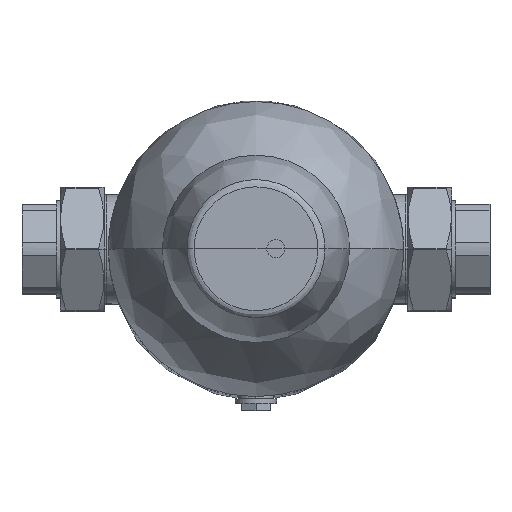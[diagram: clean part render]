
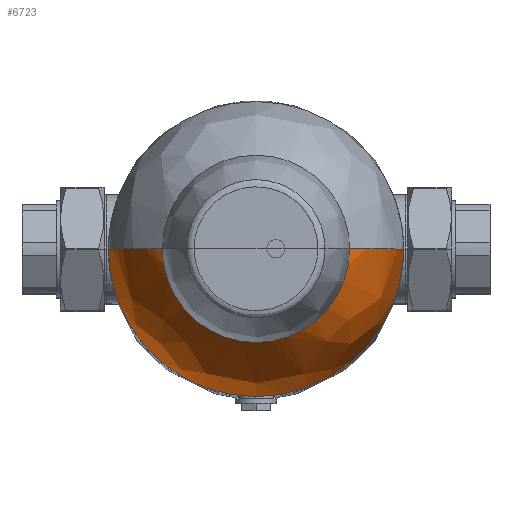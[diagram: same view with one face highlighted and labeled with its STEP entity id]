
A CAD part, top view. The second image highlights one B-rep face of the part: STEP entity #6723.
In plain terms, the highlighted free-form (B-spline) face has degree [2, 2] with [3, 5] control points.
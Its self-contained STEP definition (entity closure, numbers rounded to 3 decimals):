
#82=(
BOUNDED_SURFACE()
B_SPLINE_SURFACE(2,2,((#11842,#11843,#11844,#11845,#11846),(#11847,#11848,
#11849,#11850,#11851),(#11852,#11853,#11854,#11855,#11856)),
 .UNSPECIFIED.,.F.,.F.,.F.)
B_SPLINE_SURFACE_WITH_KNOTS((3,3),(3,2,3),(-0.858,0.02),
(-3.142,-1.571,0.),
 .UNSPECIFIED.)
GEOMETRIC_REPRESENTATION_ITEM()
RATIONAL_B_SPLINE_SURFACE(((1.,0.707,1.,0.707,1.),
(0.905,0.64,0.905,0.64,
0.905),(1.,0.707,1.,0.707,1.)))
REPRESENTATION_ITEM($)
SURFACE()
);
#224=B_SPLINE_CURVE_WITH_KNOTS($,3,(#11860,#11861,#11862,#11863,#11864,
#11865),.UNSPECIFIED.,.F.,.F.,(4,1,1,4),(0.,0.333,0.667,
1.),.UNSPECIFIED.);
#225=B_SPLINE_CURVE_WITH_KNOTS($,3,(#11866,#11867,#11868,#11869,#11870,
#11871),.UNSPECIFIED.,.F.,.F.,(4,1,1,4),(0.,0.333,0.667,
1.),.UNSPECIFIED.);
#714=FACE_OUTER_BOUND($,#1158,.T.);
#1158=EDGE_LOOP($,(#4893,#4894,#4895,#4896));
#2518=CIRCLE($,#7240,88.939);
#2520=CIRCLE($,#7243,56.4);
#2884=VERTEX_POINT($,#11291);
#2885=VERTEX_POINT($,#11292);
#2894=VERTEX_POINT($,#11857);
#2895=VERTEX_POINT($,#11858);
#3603=EDGE_CURVE($,#2884,#2885,#2518,.T.);
#3619=EDGE_CURVE($,#2894,#2895,#2520,.T.);
#3620=EDGE_CURVE($,#2884,#2894,#224,.T.);
#3621=EDGE_CURVE($,#2895,#2885,#225,.T.);
#4893=ORIENTED_EDGE($,*,*,#3619,.F.);
#4894=ORIENTED_EDGE($,*,*,#3620,.F.);
#4895=ORIENTED_EDGE($,*,*,#3603,.T.);
#4896=ORIENTED_EDGE($,*,*,#3621,.F.);
#6723=ADVANCED_FACE($,(#714),#82,.F.);
#7240=AXIS2_PLACEMENT_3D($,#11293,#8224,#8225);
#7243=AXIS2_PLACEMENT_3D($,#11859,#8236,#8237);
#8224=DIRECTION('center_axis',(0.,0.,1.));
#8225=DIRECTION('ref_axis',(-1.,0.,0.));
#8236=DIRECTION('center_axis',(0.,0.,
1.));
#8237=DIRECTION('ref_axis',(-1.,0.,0.));
#11291=CARTESIAN_POINT('',(-88.939,0.,165.709));
#11292=CARTESIAN_POINT('',(88.939,0.,165.709));
#11293=CARTESIAN_POINT('Origin',(0.,0.,
165.709));
#11842=CARTESIAN_POINT('Ctrl Pts',(56.4,0.,
238.793));
#11843=CARTESIAN_POINT('Ctrl Pts',(56.4,-56.4,238.793));
#11844=CARTESIAN_POINT('Ctrl Pts',(0.,-56.4,
238.793));
#11845=CARTESIAN_POINT('Ctrl Pts',(-56.4,-56.4,
238.793));
#11846=CARTESIAN_POINT('Ctrl Pts',(-56.4,0.,
238.793));
#11847=CARTESIAN_POINT('Ctrl Pts',(89.828,0.,
209.89));
#11848=CARTESIAN_POINT('Ctrl Pts',(89.828,-89.828,209.89));
#11849=CARTESIAN_POINT('Ctrl Pts',(0.,-89.828,
209.89));
#11850=CARTESIAN_POINT('Ctrl Pts',(-89.828,-89.828,
209.89));
#11851=CARTESIAN_POINT('Ctrl Pts',(-89.828,0.,
209.89));
#11852=CARTESIAN_POINT('Ctrl Pts',(88.939,0.,
165.709));
#11853=CARTESIAN_POINT('Ctrl Pts',(88.939,-88.939,165.709));
#11854=CARTESIAN_POINT('Ctrl Pts',(0.,-88.939,
165.709));
#11855=CARTESIAN_POINT('Ctrl Pts',(-88.939,-88.939,
165.709));
#11856=CARTESIAN_POINT('Ctrl Pts',(-88.939,0.,
165.709));
#11857=CARTESIAN_POINT('',(-56.4,0.,238.793));
#11858=CARTESIAN_POINT('',(56.4,0.,238.793));
#11859=CARTESIAN_POINT('Origin',(0.,0.,
238.793));
#11860=CARTESIAN_POINT('Ctrl Pts',(-88.939,0.,165.709));
#11861=CARTESIAN_POINT('Ctrl Pts',(-89.178,0.,174.907));
#11862=CARTESIAN_POINT('Ctrl Pts',(-86.769,0.,193.294));
#11863=CARTESIAN_POINT('Ctrl Pts',(-75.448,0.,218.722));
#11864=CARTESIAN_POINT('Ctrl Pts',(-63.395,0.,232.815));
#11865=CARTESIAN_POINT('Ctrl Pts',(-56.4,0.,238.793));
#11866=CARTESIAN_POINT('Ctrl Pts',(56.4,0.,
238.793));
#11867=CARTESIAN_POINT('Ctrl Pts',(63.395,0.,
232.815));
#11868=CARTESIAN_POINT('Ctrl Pts',(75.448,0.,
218.722));
#11869=CARTESIAN_POINT('Ctrl Pts',(86.769,0.,
193.294));
#11870=CARTESIAN_POINT('Ctrl Pts',(89.178,0.,
174.907));
#11871=CARTESIAN_POINT('Ctrl Pts',(88.939,0.,
165.709));
